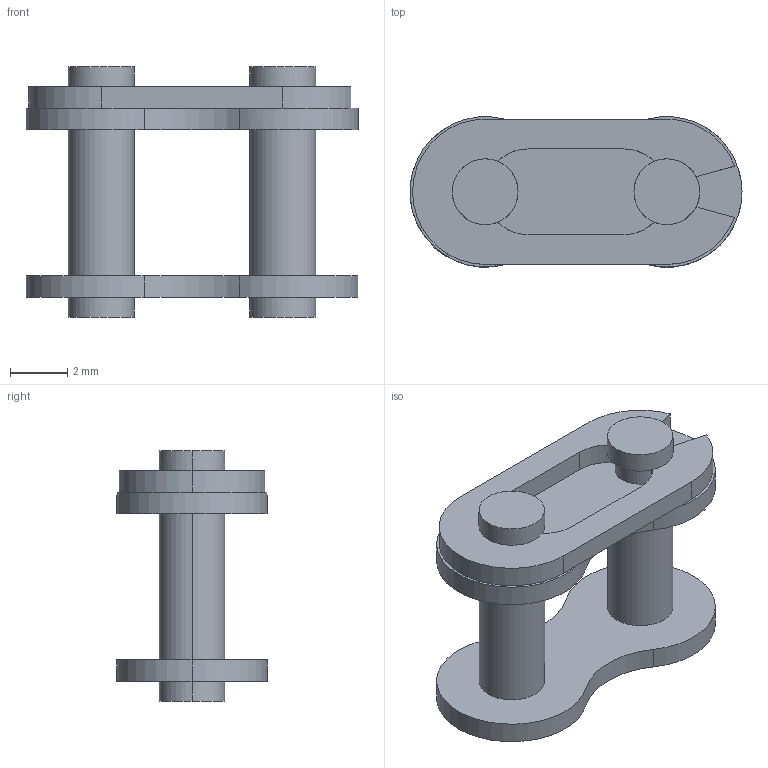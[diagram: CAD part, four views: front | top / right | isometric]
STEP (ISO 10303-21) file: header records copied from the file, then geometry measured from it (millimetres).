
FILE_DESCRIPTION (( 'STEP AP203' ), '1' );
FILE_NAME ('REV-41-1366.STEP', '2022-12-29T16:16:45', ( '' ), ( '' ), 'SwSTEP 2.0', 'SolidWorks 2022', '' );
FILE_SCHEMA (( 'CONFIG_CONTROL_DESIGN' ));
Length unit declared in the file: inch
Products named in the file (1): REV-41-1366
Bounding box: 11.61 x 5.25 x 8.76 mm (x, y, z)
Volume: 153.5 mm3; surface area: 368.3 mm2
Topology: 1 solids, 1 shells, 58 faces, 146 edges, 94 vertices
Faces by surface type: cylinder 34, plane 24
Entity records: 1855 total; most frequent: DIRECTION 346, CARTESIAN_POINT 299, ORIENTED_EDGE 292, EDGE_CURVE 146, AXIS2_PLACEMENT_3D 141, VERTEX_POINT 94, CIRCLE 82, VECTOR 64
